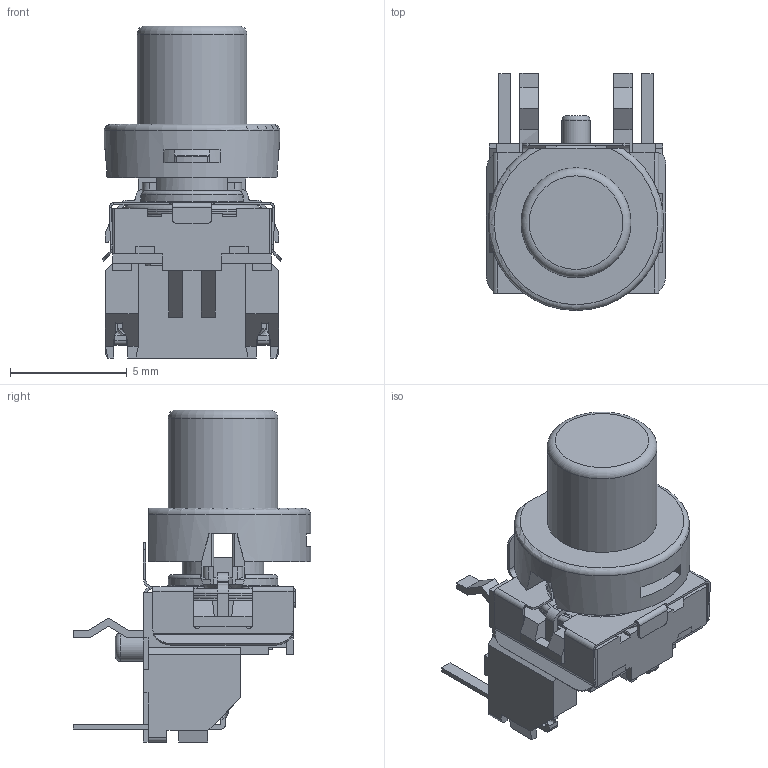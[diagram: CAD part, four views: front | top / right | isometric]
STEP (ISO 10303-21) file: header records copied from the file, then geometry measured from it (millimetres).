
FILE_DESCRIPTION(/* description */ (''),/* implementation_level */ '2;1');
FILE_NAME(/* name */ 'TL6215RFxxxxDT2.stp',/* time_stamp */ '2021-05-23T23:25:06-05:00',/* author */ ('mwilliams'),/* organization */ (''),/* preprocessor_version */ 'ST-DEVELOPER v18',/* originating_system */ 'Autodesk Inventor 2020',/* authorisation */ '');
FILE_SCHEMA (('AUTOMOTIVE_DESIGN { 1 0 10303 214 3 1 1 }'));
Length unit declared in the file: millimetre
Products named in the file (1): TL6215RFxxxxDT
Bounding box: 7.69 x 10.15 x 14.2 mm (x, y, z)
Volume: 125.1 mm3; surface area: 1075.2 mm2
Topology: 2 solids, 15 shells, 789 faces, 2289 edges, 1378 vertices
Faces by surface type: plane 568, cylinder 135, bspline 52, torus 26, cone 8
Full cylindrical faces by diameter (mm): 0.5 x3, 1.1 x2, 1.2 x1, 2.25 x1, 2.7 x1, 2.8 x1, 4.05 x1, 4.65 x1, 4.7 x1, 5.47 x1, 5.8 x1
Entity records: 29026 total; most frequent: CARTESIAN_POINT 7638, ORIENTED_EDGE 4389, DIRECTION 4077, EDGE_CURVE 2283, LINE 1713, VECTOR 1713, VERTEX_POINT 1378, AXIS2_PLACEMENT_3D 1182
